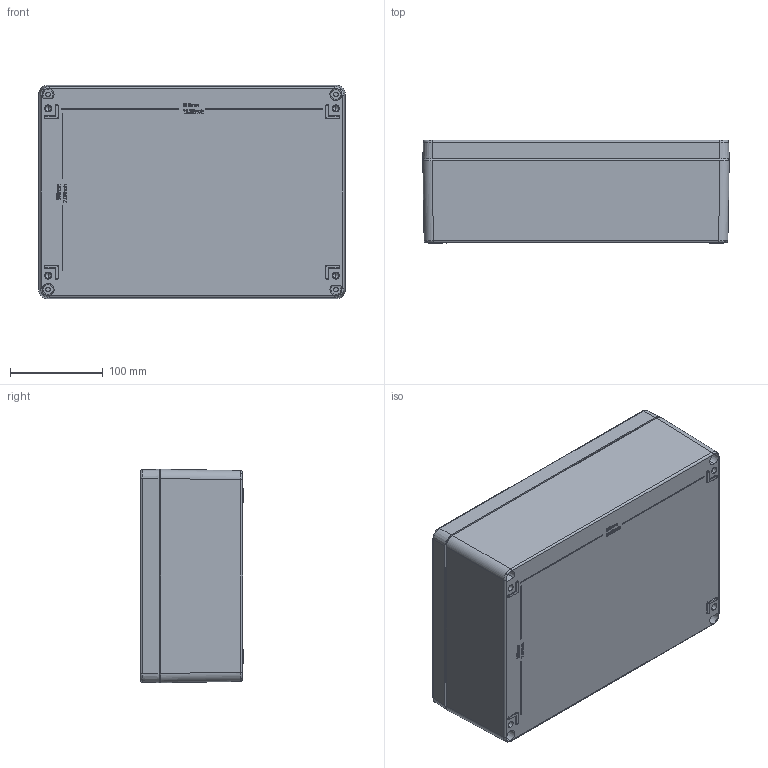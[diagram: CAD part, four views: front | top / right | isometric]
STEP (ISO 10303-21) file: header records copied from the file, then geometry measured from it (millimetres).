
FILE_DESCRIPTION (( 'STEP AP214' ), '1' );
FILE_NAME ('4018.0_CA_330_110.STEP', '2009-03-11T06:59:09', ( ' ' ), ( '' ), 'SwSTEP 2.0', 'SolidWorks 2008', '' );
FILE_SCHEMA (( 'AUTOMOTIVE_DESIGN' ));
Length unit declared in the file: millimetre
Products named in the file (5): 82009_Standard; 01062_Standard; 4018.0_CA_330_110; 93134_Standard; 02062_Standard
Assembly tree (7 placements, depth 2):
  4018.0_CA_330_110
    93134_Standard  x4
    02062_Standard
    82009_Standard
    01062_Standard
Bounding box: 330 x 111 x 230 mm (x, y, z)
Volume: 1315588.6 mm3; surface area: 563039.7 mm2
Topology: 7 solids, 7 shells, 1342 faces, 3245 edges, 1988 vertices
Faces by surface type: plane 414, bspline 350, cylinder 250, cone 241, torus 80, sphere 7
Entity records: 57786 total; most frequent: CARTESIAN_POINT 31179, ORIENTED_EDGE 5980, DIRECTION 4681, EDGE_CURVE 2990, VERTEX_POINT 1838, AXIS2_PLACEMENT_3D 1715, EDGE_LOOP 1362, VECTOR 1251
